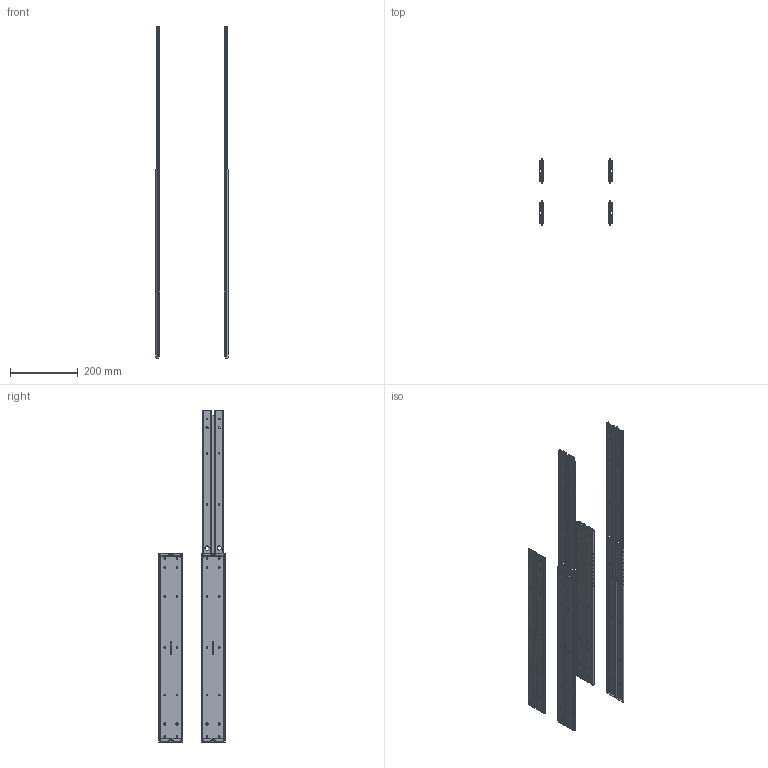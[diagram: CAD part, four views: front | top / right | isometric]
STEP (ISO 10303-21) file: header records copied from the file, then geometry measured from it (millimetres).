
FILE_DESCRIPTION (( 'STEP AP214' ), '1' );
FILE_NAME ('04425-Drawer Slides Pair Stainless Steel 559mm 94kg Load.STEP', '2018-10-31T21:52:33', ( '' ), ( '' ), 'SwSTEP 2.0', 'SolidWorks 2018', '' );
FILE_SCHEMA (( 'AUTOMOTIVE_DESIGN' ));
Length unit declared in the file: millimetre
Products named in the file (4): 4425 outer; 4425 rollers; 04425-Drawer Slides Pair Stainless Steel 559mm 94kg Load; 4425 inner
Assembly tree (12 placements, depth 2):
  04425-Drawer Slides Pair Stainless Steel 559mm 94kg Load
    4425 outer  x4
    4425 inner  x4
    4425 rollers  x4
Bounding box: 216.39 x 195.99 x 983.5 mm (x, y, z)
Volume: 733706.1 mm3; surface area: 954032.2 mm2
Topology: 168 solids, 168 shells, 5440 faces, 14160 edges, 9440 vertices
Faces by surface type: plane 3816, sphere 672, cylinder 584, bspline 368
Entity records: 47389 total; most frequent: CARTESIAN_POINT 13415, ORIENTED_EDGE 7040, DIRECTION 6494, EDGE_CURVE 3520, LINE 2696, VECTOR 2696, VERTEX_POINT 2348, AXIS2_PLACEMENT_3D 1899
